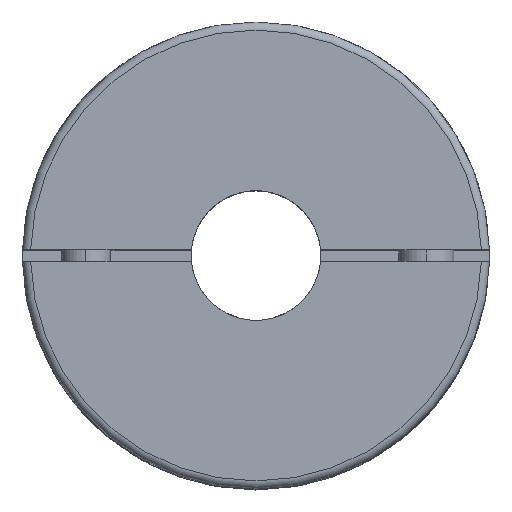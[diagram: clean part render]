
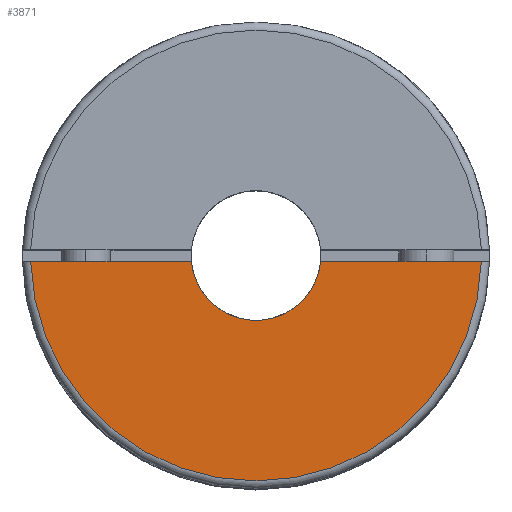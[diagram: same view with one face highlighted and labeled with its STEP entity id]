
A CAD part, top view. The second image highlights one B-rep face of the part: STEP entity #3871.
In plain terms, the highlighted planar face has unit normal (0, 0, 1).
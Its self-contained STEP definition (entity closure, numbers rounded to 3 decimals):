
#21 = PLANE ( 'NONE',  #179 ) ;
#139 = VERTEX_POINT ( 'NONE', #3614 ) ;
#179 = AXIS2_PLACEMENT_3D ( 'NONE', #3780, #4210, #3309 ) ;
#278 = CARTESIAN_POINT ( 'NONE',  ( -14.4, -0.35, 0. ) ) ;
#398 = DIRECTION ( 'NONE',  ( 1., 0., 0. ) ) ;
#442 = DIRECTION ( 'NONE',  ( 0., 0., -1. ) ) ;
#455 = DIRECTION ( 'NONE',  ( -1., 0., 0. ) ) ;
#731 = CIRCLE ( 'NONE', #3998, 4. ) ;
#871 = CARTESIAN_POINT ( 'NONE',  ( -14.4, -0.35, 0. ) ) ;
#897 = EDGE_CURVE ( 'NONE', #1109, #139, #731, .T. ) ;
#1109 = VERTEX_POINT ( 'NONE', #1775 ) ;
#1207 = EDGE_CURVE ( 'NONE', #2297, #4947, #2892, .T. ) ;
#1222 = EDGE_CURVE ( 'NONE', #1109, #2297, #3385, .T. ) ;
#1641 = CARTESIAN_POINT ( 'NONE',  ( 0., 0., 0. ) ) ;
#1709 = DIRECTION ( 'NONE',  ( 0., 0., -1. ) ) ;
#1775 = CARTESIAN_POINT ( 'NONE',  ( 3.985, -0.35, 0. ) ) ;
#1951 = DIRECTION ( 'NONE',  ( 1., 0., 0. ) ) ;
#2019 = LINE ( 'NONE', #278, #5199 ) ;
#2297 = VERTEX_POINT ( 'NONE', #4976 ) ;
#2507 = DIRECTION ( 'NONE',  ( -1., 0., 0. ) ) ;
#2892 = CIRCLE ( 'NONE', #3684, 13.9 ) ;
#3236 = EDGE_CURVE ( 'NONE', #4947, #139, #2019, .T. ) ;
#3259 = ORIENTED_EDGE ( 'NONE', *, *, #897, .T. ) ;
#3260 = CARTESIAN_POINT ( 'NONE',  ( -13.896, -0.35, 0. ) ) ;
#3309 = DIRECTION ( 'NONE',  ( 1., 0., 0. ) ) ;
#3342 = FACE_OUTER_BOUND ( 'NONE', #4113, .T. ) ;
#3385 = LINE ( 'NONE', #871, #4734 ) ;
#3441 = CARTESIAN_POINT ( 'NONE',  ( 0., 0., 0. ) ) ;
#3614 = CARTESIAN_POINT ( 'NONE',  ( -3.985, -0.35, 0. ) ) ;
#3632 = ORIENTED_EDGE ( 'NONE', *, *, #3236, .F. ) ;
#3684 = AXIS2_PLACEMENT_3D ( 'NONE', #3441, #1709, #455 ) ;
#3780 = CARTESIAN_POINT ( 'NONE',  ( 0., 13.9, 0. ) ) ;
#3871 = ADVANCED_FACE ( 'NONE', ( #3342 ), #21, .T. ) ;
#3998 = AXIS2_PLACEMENT_3D ( 'NONE', #1641, #442, #2507 ) ;
#4079 = ORIENTED_EDGE ( 'NONE', *, *, #1222, .F. ) ;
#4113 = EDGE_LOOP ( 'NONE', ( #3632, #5376, #4079, #3259 ) ) ;
#4210 = DIRECTION ( 'NONE',  ( 0., 0., 1. ) ) ;
#4734 = VECTOR ( 'NONE', #398, 1000. ) ;
#4947 = VERTEX_POINT ( 'NONE', #3260 ) ;
#4976 = CARTESIAN_POINT ( 'NONE',  ( 13.896, -0.35, 0. ) ) ;
#5199 = VECTOR ( 'NONE', #1951, 1000. ) ;
#5376 = ORIENTED_EDGE ( 'NONE', *, *, #1207, .F. ) ;
